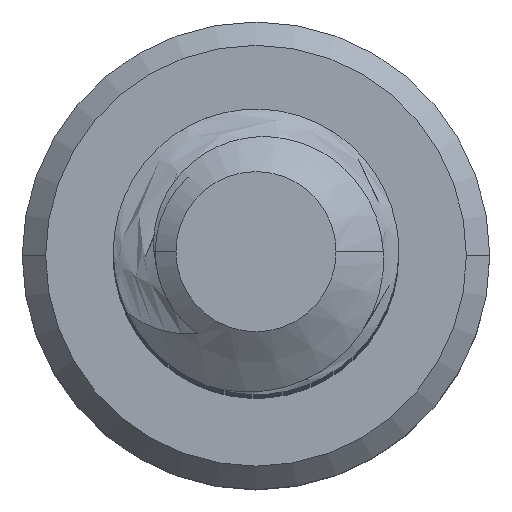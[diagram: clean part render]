
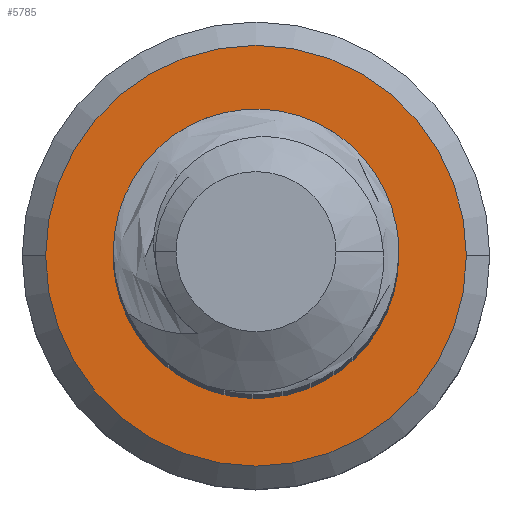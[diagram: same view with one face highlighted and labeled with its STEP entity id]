
A CAD part, top view. The second image highlights one B-rep face of the part: STEP entity #5785.
In plain terms, the highlighted planar face has unit normal (0, 0, 1).
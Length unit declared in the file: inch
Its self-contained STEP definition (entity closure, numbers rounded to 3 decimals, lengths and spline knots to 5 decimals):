
#219 = CARTESIAN_POINT ( 'NONE',  ( -0.1017, 0., -1.125 ) ) ;
#510 = CARTESIAN_POINT ( 'NONE',  ( 0.1017, 0., -1.125 ) ) ;
#736 = CARTESIAN_POINT ( 'NONE',  ( 0., 0., -1.125 ) ) ;
#920 = EDGE_CURVE ( 'NONE', #2814, #6864, #2171, .T. ) ;
#1204 = EDGE_CURVE ( 'NONE', #6324, #3235, #1280, .T. ) ;
#1263 = CARTESIAN_POINT ( 'NONE',  ( 0., 0., -1.125 ) ) ;
#1280 = CIRCLE ( 'NONE', #8407, 0.1017 ) ;
#1464 = EDGE_CURVE ( 'NONE', #3235, #6324, #8460, .T. ) ;
#1471 = DIRECTION ( 'NONE',  ( 1., 0., 0. ) ) ;
#1535 = CARTESIAN_POINT ( 'NONE',  ( -0.04834, 0.04923, -1.125 ) ) ;
#1538 = CARTESIAN_POINT ( 'NONE',  ( -0.052, 0.0446, -1.125 ) ) ;
#1618 = DIRECTION ( 'NONE',  ( 1., 0., 0. ) ) ;
#1632 = DIRECTION ( 'NONE',  ( 0., 0., 1. ) ) ;
#1643 = CARTESIAN_POINT ( 'NONE',  ( 0., 0., -1.125 ) ) ;
#1873 = FACE_BOUND ( 'NONE', #7118, .T. ) ;
#1938 = AXIS2_PLACEMENT_3D ( 'NONE', #736, #5869, #1471 ) ;
#1992 = CARTESIAN_POINT ( 'NONE',  ( 0., -0.0487, -1.125 ) ) ;
#2006 = CARTESIAN_POINT ( 'NONE',  ( -0.01169, -0.05058, -1.125 ) ) ;
#2018 = DIRECTION ( 'NONE',  ( -1., 0., 0. ) ) ;
#2107 = EDGE_CURVE ( 'NONE', #2689, #2421, #2473, .T. ) ;
#2119 = CARTESIAN_POINT ( 'NONE',  ( -0.06135, -0.00599, -1.125 ) ) ;
#2171 = B_SPLINE_CURVE_WITH_KNOTS ( 'NONE', 3,
 ( #1992, #2006, #4283, #4214, #7314, #7309, #2119, #4204, #4197, #4193, #4178, #4152, #1538, #1535 ),
 .UNSPECIFIED., .F., .F.,
 ( 4, 2, 2, 2, 2, 2, 4 ),
 ( 0., 0.00089, 0.00178, 0.00222, 0.00267, 0.00311, 0.00356 ),
 .UNSPECIFIED. ) ;
#2357 = ORIENTED_EDGE ( 'NONE', *, *, #920, .T. ) ;
#2421 = VERTEX_POINT ( 'NONE', #6065 ) ;
#2473 = B_SPLINE_CURVE_WITH_KNOTS ( 'NONE', 3,
 ( #8124, #8143, #8442, #8098, #8079, #8071, #8060, #8051, #8049, #8018, #8017, #7993, #7975, #7942, #7931, #7927 ),
 .UNSPECIFIED., .F., .F.,
 ( 4, 2, 2, 2, 2, 2, 2, 4 ),
 ( 0., 0.00044, 0.00089, 0.00178, 0.00222, 0.00267, 0.00311, 0.00355 ),
 .UNSPECIFIED. ) ;
#2689 = VERTEX_POINT ( 'NONE', #4783 ) ;
#2814 = VERTEX_POINT ( 'NONE', #4030 ) ;
#3024 = ORIENTED_EDGE ( 'NONE', *, *, #1464, .T. ) ;
#3235 = VERTEX_POINT ( 'NONE', #510 ) ;
#3568 = ORIENTED_EDGE ( 'NONE', *, *, #1204, .T. ) ;
#3936 = CIRCLE ( 'NONE', #1938, 0.0487 ) ;
#4030 = CARTESIAN_POINT ( 'NONE',  ( 0., -0.0487, -1.125 ) ) ;
#4095 = EDGE_CURVE ( 'NONE', #2689, #6864, #7973, .T. ) ;
#4152 = CARTESIAN_POINT ( 'NONE',  ( -0.05507, 0.03952, -1.125 ) ) ;
#4178 = CARTESIAN_POINT ( 'NONE',  ( -0.05982, 0.02885, -1.125 ) ) ;
#4193 = CARTESIAN_POINT ( 'NONE',  ( -0.06148, 0.02312, -1.125 ) ) ;
#4197 = CARTESIAN_POINT ( 'NONE',  ( -0.06309, 0.01154, -1.125 ) ) ;
#4204 = CARTESIAN_POINT ( 'NONE',  ( -0.06307, 0.00562, -1.125 ) ) ;
#4214 = CARTESIAN_POINT ( 'NONE',  ( -0.04432, -0.03688, -1.125 ) ) ;
#4283 = CARTESIAN_POINT ( 'NONE',  ( -0.02368, -0.04845, -1.125 ) ) ;
#4366 = DIRECTION ( 'NONE',  ( -1., 0., 0. ) ) ;
#4461 = DIRECTION ( 'NONE',  ( 0., 0., 1. ) ) ;
#4476 = CARTESIAN_POINT ( 'NONE',  ( 0., 0., -1.125 ) ) ;
#4783 = CARTESIAN_POINT ( 'NONE',  ( 0., 0.069, -1.125 ) ) ;
#5131 = EDGE_LOOP ( 'NONE', ( #3568, #3024 ) ) ;
#5216 = ORIENTED_EDGE ( 'NONE', *, *, #2107, .T. ) ;
#5592 = DIRECTION ( 'NONE',  ( -1., 0., 0. ) ) ;
#5600 = DIRECTION ( 'NONE',  ( 0., 0., 1. ) ) ;
#5764 = ORIENTED_EDGE ( 'NONE', *, *, #6630, .T. ) ;
#5785 = ADVANCED_FACE ( 'NONE', ( #8953, #1873 ), #8987, .F. ) ;
#5869 = DIRECTION ( 'NONE',  ( 0., 0., -1. ) ) ;
#6065 = CARTESIAN_POINT ( 'NONE',  ( 0.03412, -0.03475, -1.125 ) ) ;
#6324 = VERTEX_POINT ( 'NONE', #219 ) ;
#6398 = DIRECTION ( 'NONE',  ( 0., 0., -1. ) ) ;
#6630 = EDGE_CURVE ( 'NONE', #2421, #2814, #3936, .T. ) ;
#6763 = CARTESIAN_POINT ( 'NONE',  ( 0., 0., -1.125 ) ) ;
#6864 = VERTEX_POINT ( 'NONE', #8964 ) ;
#7118 = EDGE_LOOP ( 'NONE', ( #7208, #5216, #5764, #2357 ) ) ;
#7208 = ORIENTED_EDGE ( 'NONE', *, *, #4095, .F. ) ;
#7309 = CARTESIAN_POINT ( 'NONE',  ( -0.05968, -0.0116, -1.125 ) ) ;
#7314 = CARTESIAN_POINT ( 'NONE',  ( -0.05226, -0.02769, -1.125 ) ) ;
#7744 = AXIS2_PLACEMENT_3D ( 'NONE', #1643, #1632, #1618 ) ;
#7927 = CARTESIAN_POINT ( 'NONE',  ( 0.03412, -0.03475, -1.125 ) ) ;
#7931 = CARTESIAN_POINT ( 'NONE',  ( 0.03902, -0.03141, -1.125 ) ) ;
#7942 = CARTESIAN_POINT ( 'NONE',  ( 0.04312, -0.02719, -1.125 ) ) ;
#7973 = CIRCLE ( 'NONE', #7744, 0.069 ) ;
#7975 = CARTESIAN_POINT ( 'NONE',  ( 0.04983, -0.01748, -1.125 ) ) ;
#7983 = AXIS2_PLACEMENT_3D ( 'NONE', #1263, #6398, #2018 ) ;
#7993 = CARTESIAN_POINT ( 'NONE',  ( 0.05234, -0.0122, -1.125 ) ) ;
#8017 = CARTESIAN_POINT ( 'NONE',  ( 0.05565, -0.00084, -1.125 ) ) ;
#8018 = CARTESIAN_POINT ( 'NONE',  ( 0.05636, 0.00496, -1.125 ) ) ;
#8049 = CARTESIAN_POINT ( 'NONE',  ( 0.05592, 0.01675, -1.125 ) ) ;
#8051 = CARTESIAN_POINT ( 'NONE',  ( 0.05477, 0.0225, -1.125 ) ) ;
#8060 = CARTESIAN_POINT ( 'NONE',  ( 0.04868, 0.03892, -1.125 ) ) ;
#8071 = CARTESIAN_POINT ( 'NONE',  ( 0.04135, 0.04877, -1.125 ) ) ;
#8079 = CARTESIAN_POINT ( 'NONE',  ( 0.02753, 0.05951, -1.125 ) ) ;
#8098 = CARTESIAN_POINT ( 'NONE',  ( 0.02239, 0.06248, -1.125 ) ) ;
#8124 = CARTESIAN_POINT ( 'NONE',  ( 0., 0.069, -1.125 ) ) ;
#8143 = CARTESIAN_POINT ( 'NONE',  ( 0.00588, 0.06833, -1.125 ) ) ;
#8238 = AXIS2_PLACEMENT_3D ( 'NONE', #4476, #4461, #4366 ) ;
#8407 = AXIS2_PLACEMENT_3D ( 'NONE', #6763, #5600, #5592 ) ;
#8442 = CARTESIAN_POINT ( 'NONE',  ( 0.01153, 0.06689, -1.125 ) ) ;
#8460 = CIRCLE ( 'NONE', #8238, 0.1017 ) ;
#8953 = FACE_OUTER_BOUND ( 'NONE', #5131, .T. ) ;
#8964 = CARTESIAN_POINT ( 'NONE',  ( -0.04834, 0.04923, -1.125 ) ) ;
#8987 = PLANE ( 'NONE',  #7983 ) ;
